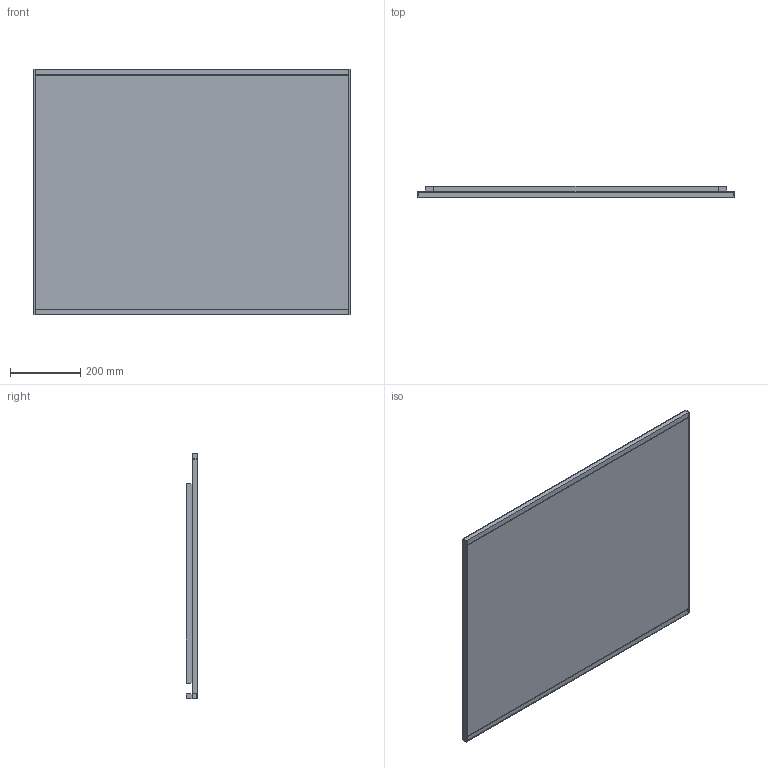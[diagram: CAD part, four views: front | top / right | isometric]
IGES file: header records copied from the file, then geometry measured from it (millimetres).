
Global section: file name: 502783; native system: Autodesk Inventor 2021; preprocessor: unknown; author: JANAN; date: 20221202.150447; units: millimetre
Bounding box: 900 x 32 x 700 mm (x, y, z)
Volume: 16840056 mm3; surface area: 2774481.4 mm2
Topology: 4 solids, 4 shells, 63 faces, 154 edges, 104 vertices
Faces by surface type: bspline 63
